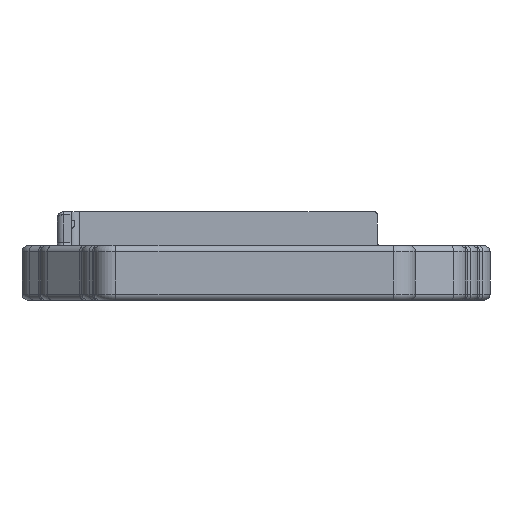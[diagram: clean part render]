
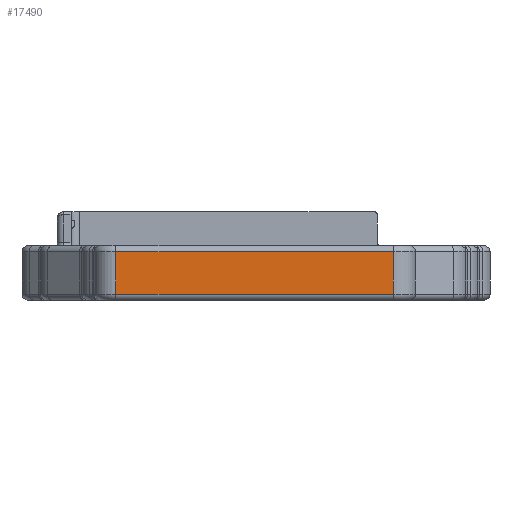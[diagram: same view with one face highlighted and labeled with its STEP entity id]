
A CAD part, left-side view. The second image highlights one B-rep face of the part: STEP entity #17490.
In plain terms, the highlighted planar face has unit normal (-1, 0, 0).
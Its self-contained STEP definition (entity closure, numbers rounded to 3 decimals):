
#368=PLANE('',#18991);
#1116=FACE_OUTER_BOUND('',#2151,.T.);
#2151=EDGE_LOOP('',(#13775,#13776,#13777,#13778));
#2770=LINE('',#25791,#4364);
#2792=LINE('',#25920,#4386);
#2884=LINE('',#26360,#4478);
#2905=LINE('',#26474,#4499);
#4364=VECTOR('',#20201,10.);
#4386=VECTOR('',#20353,10.);
#4478=VECTOR('',#20743,10.);
#4499=VECTOR('',#20892,10.);
#7011=VERTEX_POINT('',#25781);
#7013=VERTEX_POINT('',#25787);
#7056=VERTEX_POINT('',#25918);
#7193=VERTEX_POINT('',#26351);
#8732=EDGE_CURVE('',#7011,#7013,#2770,.T.);
#8797=EDGE_CURVE('',#7011,#7056,#2792,.T.);
#8988=EDGE_CURVE('',#7193,#7056,#2884,.T.);
#9045=EDGE_CURVE('',#7013,#7193,#2905,.T.);
#13775=ORIENTED_EDGE('',*,*,#8732,.F.);
#13776=ORIENTED_EDGE('',*,*,#8797,.T.);
#13777=ORIENTED_EDGE('',*,*,#8988,.F.);
#13778=ORIENTED_EDGE('',*,*,#9045,.F.);
#17490=ADVANCED_FACE('',(#1116),#368,.T.);
#18991=AXIS2_PLACEMENT_3D('',#28277,#22719,#22720);
#20201=DIRECTION('',(0.,1.,0.));
#20353=DIRECTION('',(0.,0.,1.));
#20743=DIRECTION('',(0.,-1.,0.));
#20892=DIRECTION('',(0.,0.,1.));
#22719=DIRECTION('center_axis',(-1.,0.,0.));
#22720=DIRECTION('ref_axis',(0.,-1.,0.));
#25781=CARTESIAN_POINT('',(-142.3,16.293,1.2));
#25787=CARTESIAN_POINT('',(-142.3,69.493,1.2));
#25791=CARTESIAN_POINT('',(-142.3,56.068,1.2));
#25918=CARTESIAN_POINT('',(-142.3,16.293,9.3));
#25920=CARTESIAN_POINT('',(-142.3,16.293,0.));
#26351=CARTESIAN_POINT('',(-142.3,69.493,9.3));
#26360=CARTESIAN_POINT('',(-142.3,56.068,9.3));
#26474=CARTESIAN_POINT('',(-142.3,69.493,0.));
#28277=CARTESIAN_POINT('Origin',(-142.3,69.493,0.));
